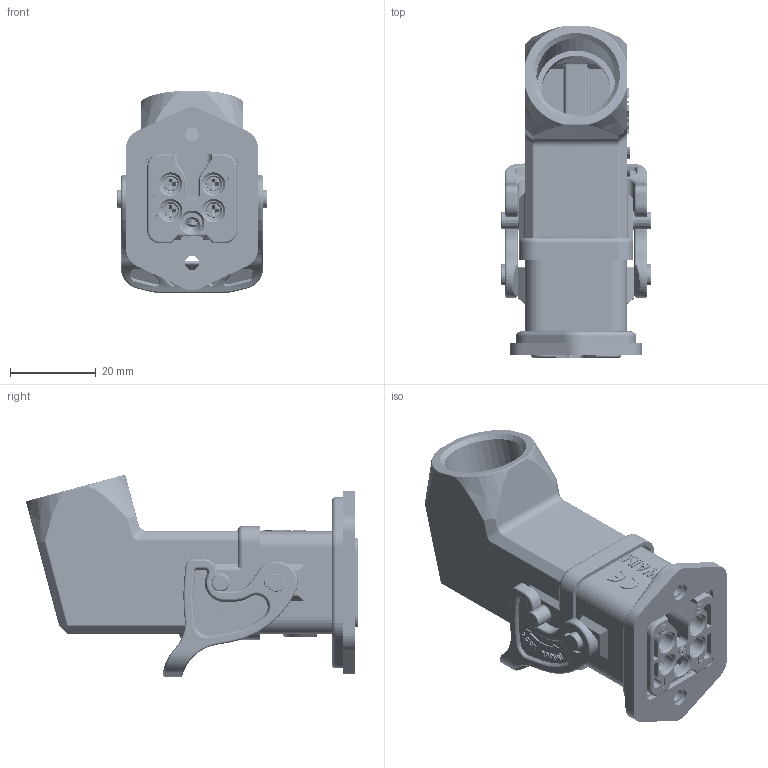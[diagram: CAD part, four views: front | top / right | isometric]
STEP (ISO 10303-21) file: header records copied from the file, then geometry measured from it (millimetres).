
FILE_DESCRIPTION(/* description */ (''),/* implementation_level */ '2;1');
FILE_NAME(/* name */ '_asm1.stp',/* time_stamp */ '2024-04-09T15:58:06+08:00',/* author */ (''),/* organization */ (''),/* preprocessor_version */ 'ST-DEVELOPER v18.1',/* originating_system */ 'SIEMENS PLM Software NX 1980',/* authorisation */ '');
FILE_SCHEMA (('AUTOMOTIVE_DESIGN { 1 0 10303 214 3 1 1 1 }'));
Products named in the file (1): 1318231C92C7nol6
Bounding box: 35 x 77.4 x 47.13 mm (x, y, z)
Volume: 31882 mm3; surface area: 41499.3 mm2
Topology: 4 solids, 4 shells, 4567 faces, 13013 edges, 8320 vertices
Faces by surface type: plane 2118, cylinder 1458, cone 468, torus 313, bspline 146, sphere 61, extrusion 2, revolution 1
Entity records: 182967 total; most frequent: CARTESIAN_POINT 71566, ORIENTED_EDGE 25868, DIRECTION 19730, EDGE_CURVE 12934, VERTEX_POINT 8320, AXIS2_PLACEMENT_3D 6757, VECTOR 6215, LINE 6213
